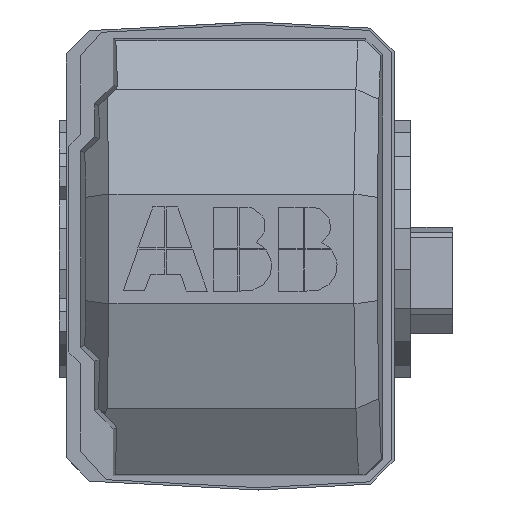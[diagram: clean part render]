
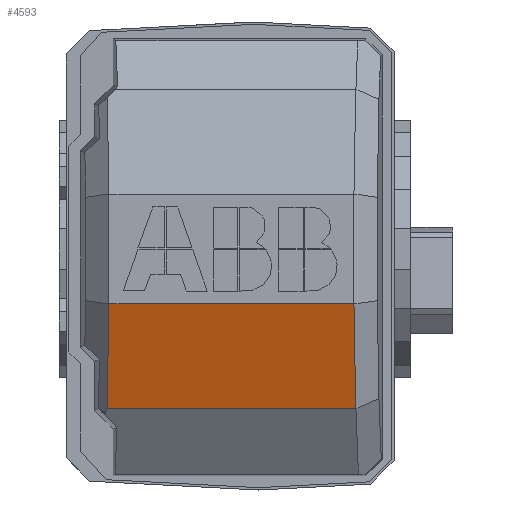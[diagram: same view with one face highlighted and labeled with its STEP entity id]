
A CAD part, left-side view. The second image highlights one B-rep face of the part: STEP entity #4593.
In plain terms, the highlighted planar face has unit normal (-0.951, 0, -0.309).
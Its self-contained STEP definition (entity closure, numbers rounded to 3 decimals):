
#543 = CARTESIAN_POINT ( 'NONE',  ( -78.129, 63.862, 688.46 ) ) ;
#603 = CARTESIAN_POINT ( 'NONE',  ( -78.153, 100., 688.535 ) ) ;
#613 = ORIENTED_EDGE ( 'NONE', *, *, #5731, .F. ) ;
#786 = ORIENTED_EDGE ( 'NONE', *, *, #15757, .F. ) ;
#1492 = VECTOR ( 'NONE', #10956, 1000. ) ;
#2118 = VECTOR ( 'NONE', #9152, 1000. ) ;
#2172 = LINE ( 'NONE', #13439, #6019 ) ;
#2509 = DIRECTION ( 'NONE',  ( -0.951, 0., -0.309 ) ) ;
#2627 = EDGE_CURVE ( 'NONE', #9463, #3846, #12515, .T. ) ;
#3655 = DIRECTION ( 'NONE',  ( 0., 1., 0. ) ) ;
#3846 = VERTEX_POINT ( 'NONE', #6758 ) ;
#4215 = CARTESIAN_POINT ( 'NONE',  ( -78.129, -40.862, 688.46 ) ) ;
#4593 = ADVANCED_FACE ( 'NONE', ( #6693 ), #16484, .T. ) ;
#4671 = AXIS2_PLACEMENT_3D ( 'NONE', #11158, #2509, #13686 ) ;
#4829 = LINE ( 'NONE', #7533, #6839 ) ;
#5371 = CARTESIAN_POINT ( 'NONE',  ( -78.129, 63.862, 688.46 ) ) ;
#5476 = EDGE_LOOP ( 'NONE', ( #15057, #17777, #613, #15331, #786, #13880 ) ) ;
#5719 = VECTOR ( 'NONE', #12678, 1000. ) ;
#5731 = EDGE_CURVE ( 'NONE', #3846, #13477, #2172, .T. ) ;
#6019 = VECTOR ( 'NONE', #3655, 1000. ) ;
#6109 = EDGE_CURVE ( 'NONE', #16685, #15334, #7585, .T. ) ;
#6693 = FACE_OUTER_BOUND ( 'NONE', #5476, .T. ) ;
#6758 = CARTESIAN_POINT ( 'NONE',  ( -63.651, -41.62, 643.901 ) ) ;
#6839 = VECTOR ( 'NONE', #11633, 1000. ) ;
#7015 = CARTESIAN_POINT ( 'NONE',  ( -78.129, -40.862, 688.46 ) ) ;
#7533 = CARTESIAN_POINT ( 'NONE',  ( -78.153, -40.835, 688.535 ) ) ;
#7585 = LINE ( 'NONE', #603, #2118 ) ;
#8510 = EDGE_CURVE ( 'NONE', #12187, #15334, #9375, .T. ) ;
#9152 = DIRECTION ( 'NONE',  ( 0., 1., 0. ) ) ;
#9375 = LINE ( 'NONE', #5371, #1492 ) ;
#9463 = VERTEX_POINT ( 'NONE', #4215 ) ;
#9798 = DIRECTION ( 'NONE',  ( 0.309, -0.016, -0.951 ) ) ;
#10949 = CARTESIAN_POINT ( 'NONE',  ( -63.651, 64.62, 643.901 ) ) ;
#10956 = DIRECTION ( 'NONE',  ( -0.292, -0.325, 0.9 ) ) ;
#11158 = CARTESIAN_POINT ( 'NONE',  ( -78.153, 100., 688.535 ) ) ;
#11633 = DIRECTION ( 'NONE',  ( 0.292, -0.325, -0.9 ) ) ;
#12187 = VERTEX_POINT ( 'NONE', #543 ) ;
#12515 = LINE ( 'NONE', #7015, #18320 ) ;
#12596 = LINE ( 'NONE', #17144, #5719 ) ;
#12678 = DIRECTION ( 'NONE',  ( -0.309, -0.016, 0.951 ) ) ;
#13439 = CARTESIAN_POINT ( 'NONE',  ( -63.651, 100., 643.901 ) ) ;
#13477 = VERTEX_POINT ( 'NONE', #10949 ) ;
#13686 = DIRECTION ( 'NONE',  ( -0.309, 0., 0.951 ) ) ;
#13880 = ORIENTED_EDGE ( 'NONE', *, *, #6109, .T. ) ;
#14001 = CARTESIAN_POINT ( 'NONE',  ( -78.153, -40.835, 688.535 ) ) ;
#15057 = ORIENTED_EDGE ( 'NONE', *, *, #8510, .F. ) ;
#15331 = ORIENTED_EDGE ( 'NONE', *, *, #2627, .F. ) ;
#15334 = VERTEX_POINT ( 'NONE', #17176 ) ;
#15757 = EDGE_CURVE ( 'NONE', #16685, #9463, #4829, .T. ) ;
#16484 = PLANE ( 'NONE',  #4671 ) ;
#16685 = VERTEX_POINT ( 'NONE', #14001 ) ;
#17144 = CARTESIAN_POINT ( 'NONE',  ( -63.651, 64.62, 643.901 ) ) ;
#17176 = CARTESIAN_POINT ( 'NONE',  ( -78.153, 63.835, 688.535 ) ) ;
#17777 = ORIENTED_EDGE ( 'NONE', *, *, #18371, .F. ) ;
#18320 = VECTOR ( 'NONE', #9798, 1000. ) ;
#18371 = EDGE_CURVE ( 'NONE', #13477, #12187, #12596, .T. ) ;
